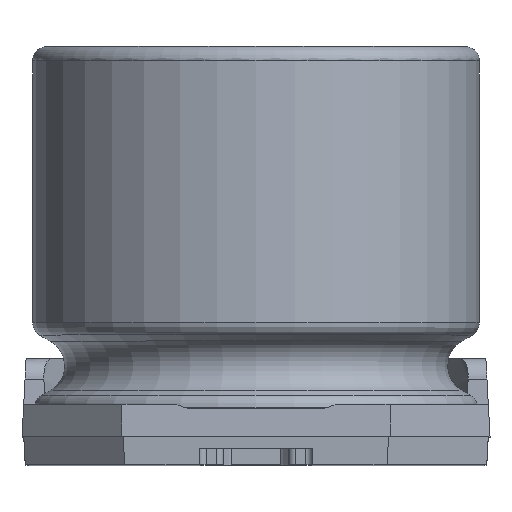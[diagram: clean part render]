
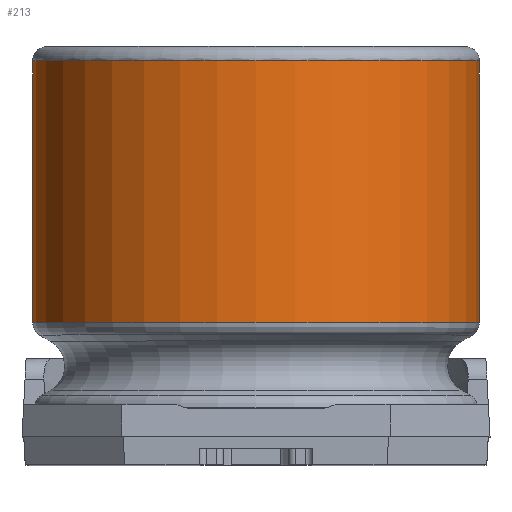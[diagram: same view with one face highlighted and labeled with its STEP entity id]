
A CAD part, top view. The second image highlights one B-rep face of the part: STEP entity #213.
In plain terms, the highlighted cylindrical face has radius 3.15 mm (diameter 6.3 mm), a full revolution.
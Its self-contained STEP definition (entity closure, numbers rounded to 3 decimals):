
#213=ADVANCED_FACE('NONE',(#1723,#2929),#4404,.T.);
#398=AXIS2_PLACEMENT_3D('NONE',#4852,#4065,#2587);
#518=EDGE_LOOP('NONE',(#4441));
#547=EDGE_CURVE('NONE',#4047,#4047,#4364,.T.);
#751=ORIENTED_EDGE('NONE',*,*,#547,.F.);
#870=DIRECTION('NONE',(-0.0,-1.0,-0.0));
#1342=CARTESIAN_POINT('NONE',(0.0,1.606,-3.15));
#1488=DIRECTION('NONE',(0.0,0.0,-1.0));
#1723=FACE_OUTER_BOUND('NONE',#518,.T.);
#1891=DIRECTION('NONE',(-0.0,-1.0,-0.0));
#1919=CARTESIAN_POINT('NONE',(0.0,0.0,0.0));
#1928=CARTESIAN_POINT('NONE',(0.0,5.3,0.0));
#1941=EDGE_CURVE('NONE',#4744,#4744,#4192,.T.);
#2371=DIRECTION('NONE',(0.0,0.0,-1.0));
#2587=DIRECTION('NONE',(0.0,0.0,-1.0));
#2770=EDGE_LOOP('NONE',(#751));
#2929=FACE_OUTER_BOUND('NONE',#2770,.T.);
#3478=AXIS2_PLACEMENT_3D('NONE',#1928,#870,#2371);
#3660=AXIS2_PLACEMENT_3D('NONE',#1919,#1891,#1488);
#4047=VERTEX_POINT('NONE',#1342);
#4065=DIRECTION('NONE',(-0.0,-1.0,-0.0));
#4192=CIRCLE('NONE',#3478,3.15);
#4337=CARTESIAN_POINT('NONE',(0.0,5.3,-3.15));
#4364=CIRCLE('NONE',#398,3.15);
#4404=CYLINDRICAL_SURFACE('NONE',#3660,3.15);
#4441=ORIENTED_EDGE('NONE',*,*,#1941,.T.);
#4744=VERTEX_POINT('NONE',#4337);
#4852=CARTESIAN_POINT('NONE',(0.0,1.606,0.0));
